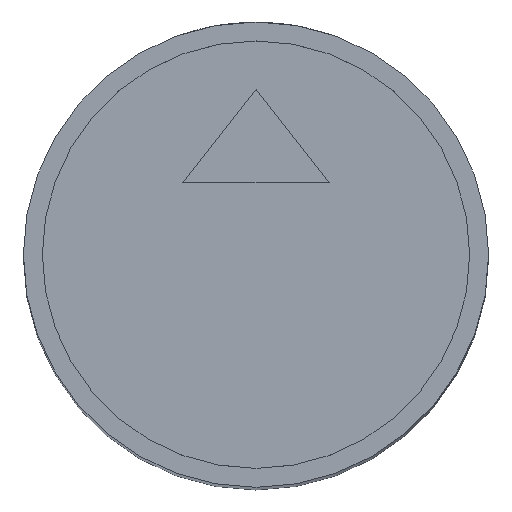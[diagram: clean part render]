
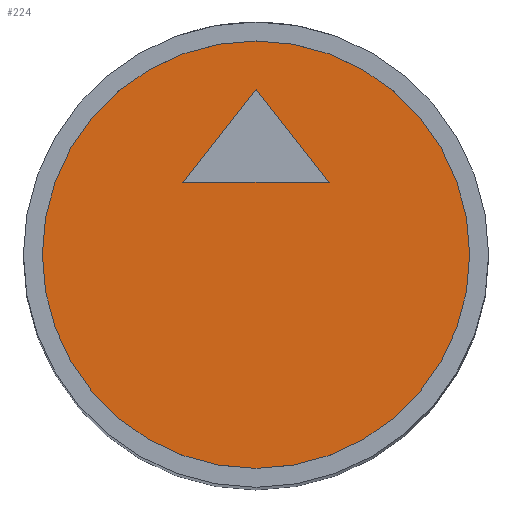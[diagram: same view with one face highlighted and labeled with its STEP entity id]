
A CAD part, top view. The second image highlights one B-rep face of the part: STEP entity #224.
In plain terms, the highlighted planar face has unit normal (0, 0, 1).
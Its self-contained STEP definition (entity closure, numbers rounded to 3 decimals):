
#14 = CARTESIAN_POINT ( 'NONE',  ( 0.77, 0.764, 15.9 ) ) ;
#45 = CARTESIAN_POINT ( 'NONE',  ( -0.77, 0.764, 15.9 ) ) ;
#55 = VERTEX_POINT ( 'NONE', #735 ) ;
#66 = DIRECTION ( 'NONE',  ( 0., 0., 1. ) ) ;
#80 = EDGE_LOOP ( 'NONE', ( #109, #207 ) ) ;
#107 = ORIENTED_EDGE ( 'NONE', *, *, #895, .F. ) ;
#109 = ORIENTED_EDGE ( 'NONE', *, *, #545, .T. ) ;
#118 = CARTESIAN_POINT ( 'NONE',  ( 0., 0., 15.9 ) ) ;
#207 = ORIENTED_EDGE ( 'NONE', *, *, #322, .T. ) ;
#214 = AXIS2_PLACEMENT_3D ( 'NONE', #847, #66, #745 ) ;
#224 = ADVANCED_FACE ( 'NONE', ( #377, #314 ), #510, .T. ) ;
#264 = LINE ( 'NONE', #1035, #660 ) ;
#299 = ORIENTED_EDGE ( 'NONE', *, *, #696, .F. ) ;
#314 = FACE_OUTER_BOUND ( 'NONE', #80, .T. ) ;
#322 = EDGE_CURVE ( 'NONE', #1093, #1073, #922, .T. ) ;
#377 = FACE_BOUND ( 'NONE', #622, .T. ) ;
#408 = AXIS2_PLACEMENT_3D ( 'NONE', #118, #636, #724 ) ;
#410 = CIRCLE ( 'NONE', #408, 2.25 ) ;
#423 = LINE ( 'NONE', #45, #672 ) ;
#436 = CARTESIAN_POINT ( 'NONE',  ( 0.77, 0.764, 15.9 ) ) ;
#447 = DIRECTION ( 'NONE',  ( 1., 0., 0. ) ) ;
#472 = VERTEX_POINT ( 'NONE', #610 ) ;
#483 = VERTEX_POINT ( 'NONE', #14 ) ;
#492 = DIRECTION ( 'NONE',  ( -0.618, -0.786, 0. ) ) ;
#510 = PLANE ( 'NONE',  #214 ) ;
#545 = EDGE_CURVE ( 'NONE', #1073, #1093, #410, .T. ) ;
#599 = DIRECTION ( 'NONE',  ( 1., 0., 0. ) ) ;
#610 = CARTESIAN_POINT ( 'NONE',  ( 0., 1.744, 15.9 ) ) ;
#622 = EDGE_LOOP ( 'NONE', ( #107, #299, #831 ) ) ;
#636 = DIRECTION ( 'NONE',  ( 0., 0., 1. ) ) ;
#660 = VECTOR ( 'NONE', #864, 1000. ) ;
#672 = VECTOR ( 'NONE', #492, 1000. ) ;
#687 = LINE ( 'NONE', #436, #793 ) ;
#691 = DIRECTION ( 'NONE',  ( 0., 0., 1. ) ) ;
#696 = EDGE_CURVE ( 'NONE', #472, #55, #423, .T. ) ;
#724 = DIRECTION ( 'NONE',  ( 1., 0., 0. ) ) ;
#735 = CARTESIAN_POINT ( 'NONE',  ( -0.77, 0.764, 15.9 ) ) ;
#745 = DIRECTION ( 'NONE',  ( 1., 0., 0. ) ) ;
#778 = CARTESIAN_POINT ( 'NONE',  ( 2.25, 0., 15.9 ) ) ;
#788 = CARTESIAN_POINT ( 'NONE',  ( -2.25, 0., 15.9 ) ) ;
#793 = VECTOR ( 'NONE', #599, 1000. ) ;
#794 = AXIS2_PLACEMENT_3D ( 'NONE', #872, #691, #447 ) ;
#818 = EDGE_CURVE ( 'NONE', #483, #472, #264, .T. ) ;
#831 = ORIENTED_EDGE ( 'NONE', *, *, #818, .F. ) ;
#847 = CARTESIAN_POINT ( 'NONE',  ( 0., 0., 15.9 ) ) ;
#864 = DIRECTION ( 'NONE',  ( -0.618, 0.786, 0. ) ) ;
#872 = CARTESIAN_POINT ( 'NONE',  ( 0., 0., 15.9 ) ) ;
#895 = EDGE_CURVE ( 'NONE', #55, #483, #687, .T. ) ;
#922 = CIRCLE ( 'NONE', #794, 2.25 ) ;
#1035 = CARTESIAN_POINT ( 'NONE',  ( 0., 1.744, 15.9 ) ) ;
#1073 = VERTEX_POINT ( 'NONE', #778 ) ;
#1093 = VERTEX_POINT ( 'NONE', #788 ) ;
